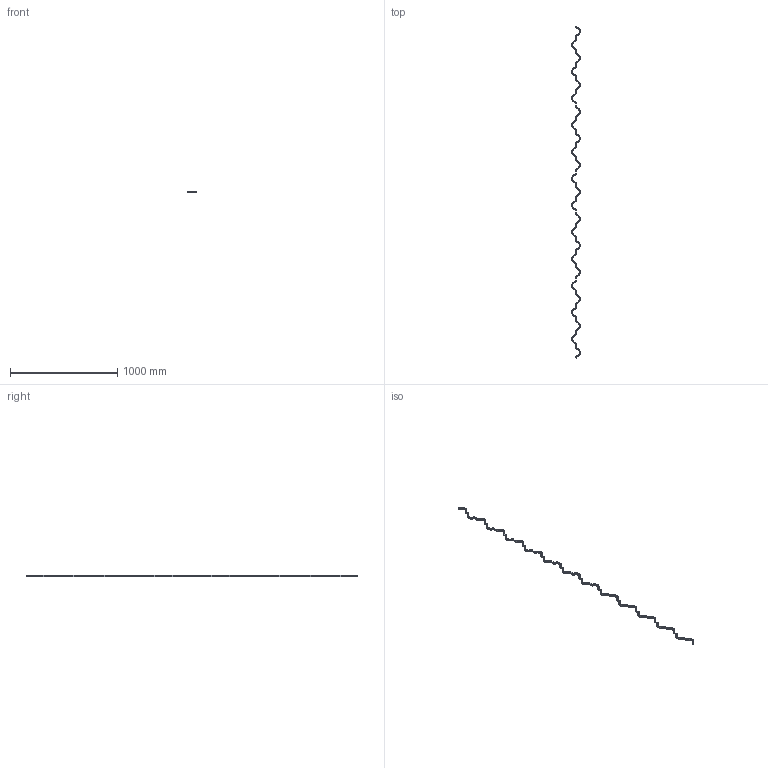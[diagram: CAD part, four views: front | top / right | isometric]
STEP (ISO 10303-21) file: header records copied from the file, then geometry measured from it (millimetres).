
FILE_DESCRIPTION (( 'STEP AP203' ), '1' );
FILE_NAME ('6901.step', '2015-09-17T15:51:39', ( '' ), ( '' ), 'SwSTEP 2.0', 'SolidWorks 2015', '' );
FILE_SCHEMA (( 'CONFIG_CONTROL_DESIGN' ));
Length unit declared in the file: millimetre
Products named in the file (1): 6901
Bounding box: 80 x 3100.92 x 16 mm (x, y, z)
Volume: 463234.1 mm3; surface area: 198360.3 mm2
Topology: 1 solids, 1 shells, 1251 faces, 2713 edges, 1482 vertices
Faces by surface type: plane 626, cone 350, cylinder 200, bspline 75
Entity records: 37056 total; most frequent: CARTESIAN_POINT 9994, DIRECTION 5867, ORIENTED_EDGE 5426, EDGE_CURVE 2713, AXIS2_PLACEMENT_3D 2127, VECTOR 1613, LINE 1613, VERTEX_POINT 1482
